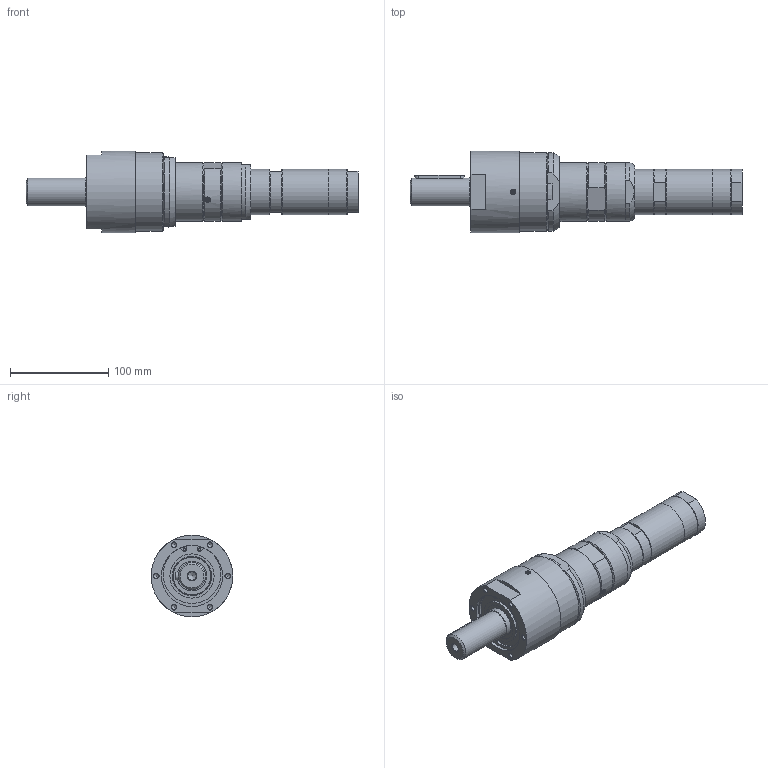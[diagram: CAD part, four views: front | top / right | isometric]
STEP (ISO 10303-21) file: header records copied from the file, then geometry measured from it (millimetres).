
FILE_DESCRIPTION(/* description */ (''),/* implementation_level */ '2;1');
FILE_NAME(/* name */ 'MUD 62-20_60025477.stp',/* time_stamp */ '2018-12-12T14:08:26+01:00',/* author */ ('flambert'),/* organization */ (''),/* preprocessor_version */ 'ST-DEVELOPER v17',/* originating_system */ 'Autodesk Inventor 2018',/* authorisation */ '');
FILE_SCHEMA (('AUTOMOTIVE_DESIGN { 1 0 10303 214 3 1 1 }'));
Length unit declared in the file: millimetre
Products named in the file (1): MUD 62-20_60025477
Bounding box: 337.5 x 83 x 83 mm (x, y, z)
Volume: 872522.8 mm3; surface area: 89592.2 mm2
Topology: 1 solids, 54 shells, 584 faces, 1368 edges, 917 vertices
Faces by surface type: cylinder 279, plane 234, cone 52, torus 8, bspline 7, sphere 4
Full cylindrical faces by diameter (mm): 1.55 x4, 2.5 x2, 3.3 x2, 3.6 x2, 4 x3, 4.917 x6, 5 x2, 5.5 x2, 8.376 x1, 11.445 x2, 18.631 x1, 28 x1, 30 x3, 36.5 x1, 38 x1, 40 x2, 45 x1, 46 x3, 46.5 x1, 60 x2, 62 x2, 65 x1, 68.178 x1, 68.376 x1, 80 x1, 83 x1
Entity records: 17788 total; most frequent: CARTESIAN_POINT 3353, DIRECTION 3164, ORIENTED_EDGE 2722, EDGE_CURVE 1361, AXIS2_PLACEMENT_3D 1305, VERTEX_POINT 917, CIRCLE 727, EDGE_LOOP 633
